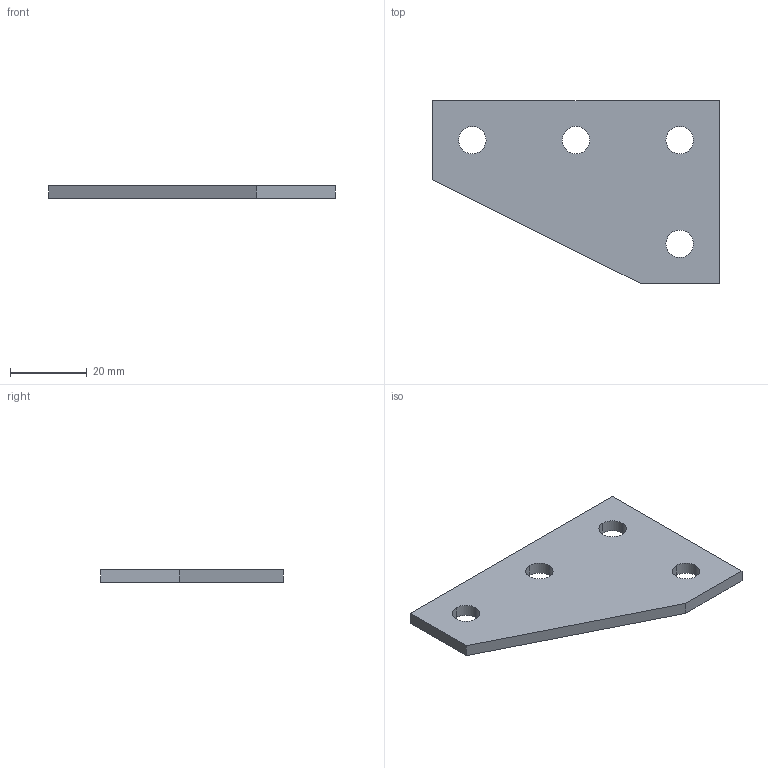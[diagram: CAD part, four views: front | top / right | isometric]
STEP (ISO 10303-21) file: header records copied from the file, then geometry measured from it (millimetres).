
FILE_DESCRIPTION(('TurboCAD Mac Pro'),'Build 980');
FILE_NAME('P6380.stp',' ',(''),(''),'ACIS Interop','IMSI','TurboCAD Mac Pro BY IMSI, INCORPORATED');
FILE_SCHEMA(('automotive_design'));
Length unit declared in the file: inch
Products named in the file (2): 1; 2
Bounding box: 74.61 x 47.63 x 3.17 mm (x, y, z)
Volume: 8460.8 mm3; surface area: 6325.4 mm2
Topology: 1 solids, 1 shells, 23 faces, 63 edges, 42 vertices
Faces by surface type: bspline 16, plane 7
Entity records: 1323 total; most frequent: CARTESIAN_POINT 407, ORIENTED_EDGE 126, EDGE_CURVE 63, DIRECTION 54, B_SPLINE_CURVE_WITH_KNOTS 48, STYLED_ITEM 45, PRESENTATION_STYLE_ASSIGNMENT 45, COLOUR_RGB 45
